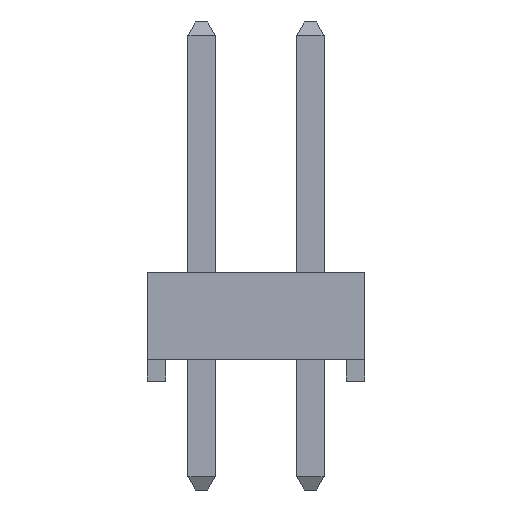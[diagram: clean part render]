
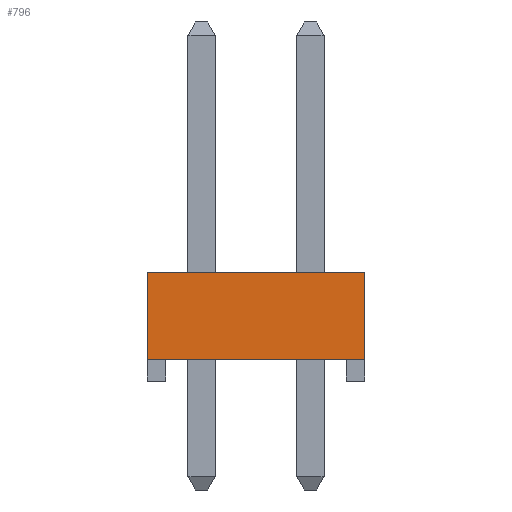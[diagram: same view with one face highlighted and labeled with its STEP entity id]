
A CAD part, left-side view. The second image highlights one B-rep face of the part: STEP entity #796.
In plain terms, the highlighted planar face has unit normal (-1, 0, 0).
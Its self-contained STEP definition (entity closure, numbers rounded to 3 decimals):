
#693=CARTESIAN_POINT('',(-6.35,-2.54,2.54));
#694=VERTEX_POINT('',#693);
#701=CARTESIAN_POINT('',(-6.35,-2.54,0.508));
#702=VERTEX_POINT('',#701);
#703=CARTESIAN_POINT('',(-6.35,-2.54,2.54));
#704=DIRECTION('',(0.0,0.0,-1.0));
#705=VECTOR('',#704,2.032);
#706=LINE('',#703,#705);
#707=EDGE_CURVE('',#694,#702,#706,.T.);
#733=CARTESIAN_POINT('',(-6.35,2.54,0.508));
#734=VERTEX_POINT('',#733);
#741=CARTESIAN_POINT('',(-6.35,2.54,2.54));
#742=VERTEX_POINT('',#741);
#743=CARTESIAN_POINT('',(-6.35,2.54,0.508));
#744=DIRECTION('',(0.0,0.0,1.0));
#745=VECTOR('',#744,2.032);
#746=LINE('',#743,#745);
#747=EDGE_CURVE('',#734,#742,#746,.T.);
#763=CARTESIAN_POINT('',(-6.35,-2.54,0.508));
#764=DIRECTION('',(0.0,1.0,0.0));
#765=VECTOR('',#764,5.08);
#766=LINE('',#763,#765);
#767=EDGE_CURVE('',#702,#734,#766,.T.);
#780=CARTESIAN_POINT('',(-6.35,0.,1.524));
#781=DIRECTION('',(1.0,0.0,0.0));
#782=DIRECTION('',(0.0,1.0,0.0));
#783=AXIS2_PLACEMENT_3D('',#780,#781,#782);
#784=PLANE('',#783);
#785=CARTESIAN_POINT('',(-6.35,-2.54,2.54));
#786=DIRECTION('',(0.0,1.0,0.0));
#787=VECTOR('',#786,5.08);
#788=LINE('',#785,#787);
#789=EDGE_CURVE('',#694,#742,#788,.T.);
#790=ORIENTED_EDGE('',*,*,#789,.T.);
#791=ORIENTED_EDGE('',*,*,#747,.F.);
#792=ORIENTED_EDGE('',*,*,#767,.F.);
#793=ORIENTED_EDGE('',*,*,#707,.F.);
#794=EDGE_LOOP('',(#790,#791,#792,#793));
#795=FACE_OUTER_BOUND('',#794,.T.);
#796=ADVANCED_FACE('',(#795),#784,.F.);
